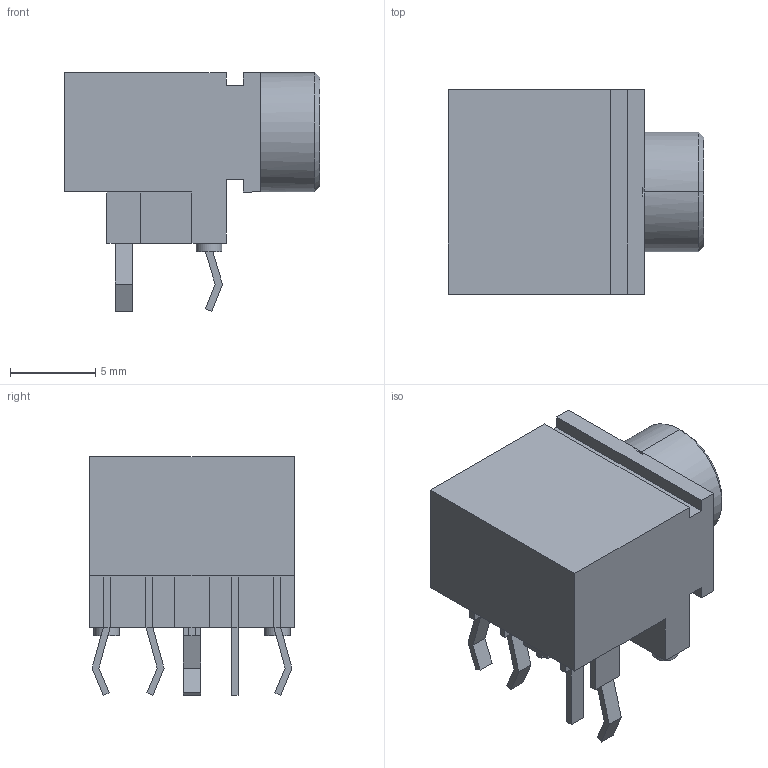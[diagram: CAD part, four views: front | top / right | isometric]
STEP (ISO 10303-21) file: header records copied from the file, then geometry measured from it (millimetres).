
FILE_DESCRIPTION (( 'STEP AP214' ), '1' );
FILE_NAME ('CUI_DEVICES_SJ1-3555NG-BE.step', '2019-10-20T22:38:10', ( '' ), ( '' ), 'SwSTEP 2.0', 'SolidWorks 2019', '' );
FILE_SCHEMA (( 'AUTOMOTIVE_DESIGN' ));
Length unit declared in the file: inch
Products named in the file (1): CUI_DEVICES_SJ1-3555NG-BE
Bounding box: 15 x 12 x 14 mm (x, y, z)
Volume: 1166.2 mm3; surface area: 983.9 mm2
Topology: 1 solids, 1 shells, 105 faces, 264 edges, 170 vertices
Faces by surface type: plane 95, cylinder 8, cone 2
Entity records: 4403 total; most frequent: CARTESIAN_POINT 540, ORIENTED_EDGE 528, DIRECTION 498, EDGE_CURVE 264, LINE 242, VECTOR 242, VERTEX_POINT 170, AXIS2_PLACEMENT_3D 128
